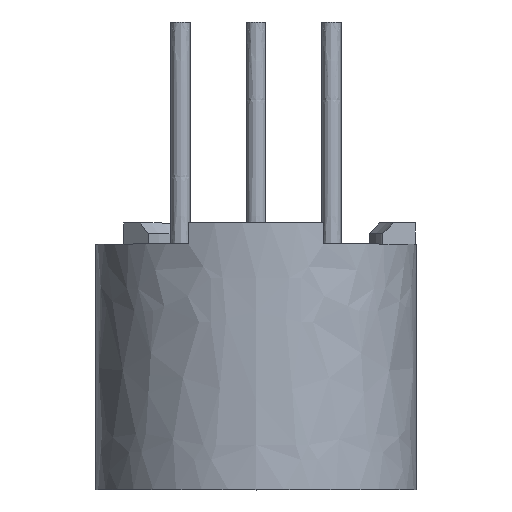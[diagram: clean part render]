
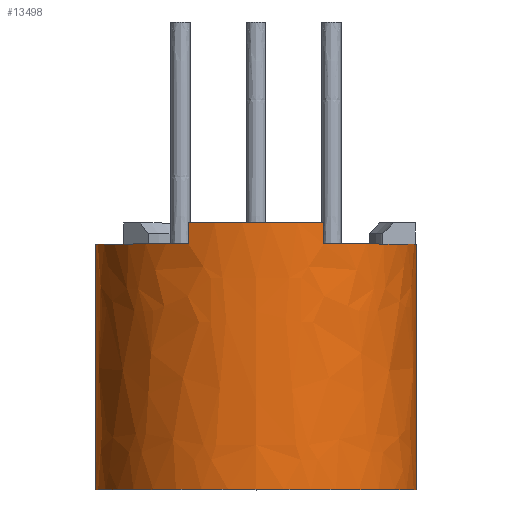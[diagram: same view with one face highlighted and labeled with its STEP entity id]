
A CAD part, top view. The second image highlights one B-rep face of the part: STEP entity #13498.
In plain terms, the highlighted free-form (B-spline) face has degree [3, 3] with [7, 4] control points.
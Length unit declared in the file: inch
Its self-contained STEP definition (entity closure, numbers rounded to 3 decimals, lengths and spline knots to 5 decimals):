
#24=CARTESIAN_POINT('',(0.,0.,0.));
#25=DIRECTION('',(0.,0.,1.));
#26=DIRECTION('',(-1.,0.,0.));
#27=AXIS2_PLACEMENT_3D('',#24,#25,#26);
#3065=DIRECTION('',(0.,0.,1.));
#3066=VECTOR('',#3065,0.23);
#3067=CARTESIAN_POINT('',(0.15,0.,0.));
#3068=LINE('',#3067,#3066);
#3108=CARTESIAN_POINT('',(0.,0.,0.23));
#3109=DIRECTION('',(0.,0.,1.));
#3110=DIRECTION('',(-1.,0.,0.));
#3111=AXIS2_PLACEMENT_3D('',#3108,#3109,#3110);
#3153=CARTESIAN_POINT('',(0.,0.,0.23));
#3154=DIRECTION('',(0.,0.,1.));
#3155=DIRECTION('',(0.423,-0.906,0.));
#3156=AXIS2_PLACEMENT_3D('',#3153,#3154,#3155);
#3401=CARTESIAN_POINT('',(0.,0.,0.25));
#3402=DIRECTION('',(0.,0.,1.));
#3403=DIRECTION('',(-0.423,-0.906,0.));
#3404=AXIS2_PLACEMENT_3D('',#3401,#3402,#3403);
#3460=DIRECTION('',(0.,0.,1.));
#3461=VECTOR('',#3460,0.02);
#3462=CARTESIAN_POINT('',(0.06339,-0.13595,0.23));
#3463=LINE('',#3462,#3461);
#3467=DIRECTION('',(0.,0.,1.));
#3468=VECTOR('',#3467,0.02);
#3469=CARTESIAN_POINT('',(-0.06339,-0.13595,0.23));
#3470=LINE('',#3469,#3468);
#3474=DIRECTION('',(0.,0.,1.));
#3475=VECTOR('',#3474,0.23);
#3476=CARTESIAN_POINT('',(-0.15,0.,0.));
#3477=LINE('',#3476,#3475);
#10174=CARTESIAN_POINT('',(0.15,0.,0.));
#10175=CARTESIAN_POINT('',(-0.15,0.,0.));
#10176=VERTEX_POINT('',#10174);
#10177=VERTEX_POINT('',#10175);
#10178=CARTESIAN_POINT('',(0.15,0.,0.23));
#10179=VERTEX_POINT('',#10178);
#10180=CARTESIAN_POINT('',(-0.15,0.,0.23));
#10181=VERTEX_POINT('',#10180);
#10222=CARTESIAN_POINT('',(-0.06339,-0.13595,0.25));
#10223=VERTEX_POINT('',#10222);
#10224=CARTESIAN_POINT('',(0.06339,-0.13595,0.25));
#10225=VERTEX_POINT('',#10224);
#10231=CARTESIAN_POINT('',(-0.06339,-0.13595,0.23));
#10233=VERTEX_POINT('',#10231);
#10234=CARTESIAN_POINT('',(0.06339,-0.13595,0.23));
#10236=VERTEX_POINT('',#10234);
#13458=CARTESIAN_POINT('',(-0.1497,0.00942,-0.005));
#13459=CARTESIAN_POINT('',(-0.1497,0.00942,
0.08167));
#13460=CARTESIAN_POINT('',(-0.1497,0.00942,
0.16833));
#13461=CARTESIAN_POINT('',(-0.1497,0.00942,0.255));
#13462=CARTESIAN_POINT('',(-0.1555,-0.08271,-0.005));
#13463=CARTESIAN_POINT('',(-0.1555,-0.08271,
0.08167));
#13464=CARTESIAN_POINT('',(-0.1555,-0.08271,
0.16833));
#13465=CARTESIAN_POINT('',(-0.1555,-0.08271,0.255));
#13466=CARTESIAN_POINT('',(-0.09231,-0.15,-0.005));
#13467=CARTESIAN_POINT('',(-0.09231,-0.15,0.08167));
#13468=CARTESIAN_POINT('',(-0.09231,-0.15,0.16833));
#13469=CARTESIAN_POINT('',(-0.09231,-0.15,0.255));
#13470=CARTESIAN_POINT('',(0.,-0.15,-0.005));
#13471=CARTESIAN_POINT('',(0.,-0.15,0.08167));
#13472=CARTESIAN_POINT('',(0.,-0.15,0.16833));
#13473=CARTESIAN_POINT('',(0.,-0.15,0.255));
#13474=CARTESIAN_POINT('',(0.09231,-0.15,-0.005));
#13475=CARTESIAN_POINT('',(0.09231,-0.15,0.08167));
#13476=CARTESIAN_POINT('',(0.09231,-0.15,0.16833));
#13477=CARTESIAN_POINT('',(0.09231,-0.15,0.255));
#13478=CARTESIAN_POINT('',(0.1555,-0.08271,-0.005));
#13479=CARTESIAN_POINT('',(0.1555,-0.08271,
0.08167));
#13480=CARTESIAN_POINT('',(0.1555,-0.08271,
0.16833));
#13481=CARTESIAN_POINT('',(0.1555,-0.08271,0.255));
#13482=CARTESIAN_POINT('',(0.1497,0.00942,-0.005));
#13483=CARTESIAN_POINT('',(0.1497,0.00942,
0.08167));
#13484=CARTESIAN_POINT('',(0.1497,0.00942,
0.16833));
#13485=CARTESIAN_POINT('',(0.1497,0.00942,0.255));
#13486=(BOUNDED_SURFACE()B_SPLINE_SURFACE(3,3,((#13458,#13459,#13460,#13461),(
#13462,#13463,#13464,#13465),(#13466,#13467,#13468,#13469),(#13470,#13471,
#13472,#13473),(#13474,#13475,#13476,#13477),(#13478,#13479,#13480,#13481),(
#13482,#13483,#13484,#13485)),.UNSPECIFIED.,.F.,.F.,.F.)B_SPLINE_SURFACE_WITH_KNOTS((4,3,4),(4,4),(0.,1.,2.),(-0.005,0.255),.UNSPECIFIED.)GEOMETRIC_REPRESENTATION_ITEM()RATIONAL_B_SPLINE_SURFACE(((1.187,1.187,
1.187,1.187),(0.938,0.938,
0.938,0.938),(0.938,0.938,
0.938,0.938),(1.187,1.187,
1.187,1.187),(0.938,0.938,
0.938,0.938),(0.938,0.938,
0.938,0.938),(1.187,1.187,
1.187,1.187)))REPRESENTATION_ITEM('')SURFACE());
#13487=ORIENTED_EDGE('',*,*,#13109,.T.);
#13489=ORIENTED_EDGE('',*,*,#13488,.T.);
#13490=ORIENTED_EDGE('',*,*,#13413,.T.);
#13491=ORIENTED_EDGE('',*,*,#13451,.F.);
#13492=ORIENTED_EDGE('',*,*,#13131,.T.);
#13493=ORIENTED_EDGE('',*,*,#13074,.F.);
#13494=ORIENTED_EDGE('',*,*,#12101,.F.);
#13495=ORIENTED_EDGE('',*,*,#13071,.T.);
#13496=EDGE_LOOP('',(#13487,#13489,#13490,#13491,#13492,#13493,#13494,#13495));
#13497=FACE_OUTER_BOUND('',#13496,.F.);
#13498=ADVANCED_FACE('',(#13497),#13486,.T.);
#28=CIRCLE('',#27,0.15);
#3112=CIRCLE('',#3111,0.15);
#3157=CIRCLE('',#3156,0.15);
#3405=CIRCLE('',#3404,0.15);
#12101=EDGE_CURVE('',#10177,#10176,#28,.T.);
#13071=EDGE_CURVE('',#10177,#10181,#3477,.T.);
#13074=EDGE_CURVE('',#10176,#10179,#3068,.T.);
#13109=EDGE_CURVE('',#10181,#10233,#3112,.T.);
#13131=EDGE_CURVE('',#10236,#10179,#3157,.T.);
#13413=EDGE_CURVE('',#10223,#10225,#3405,.T.);
#13451=EDGE_CURVE('',#10236,#10225,#3463,.T.);
#13488=EDGE_CURVE('',#10233,#10223,#3470,.T.);
